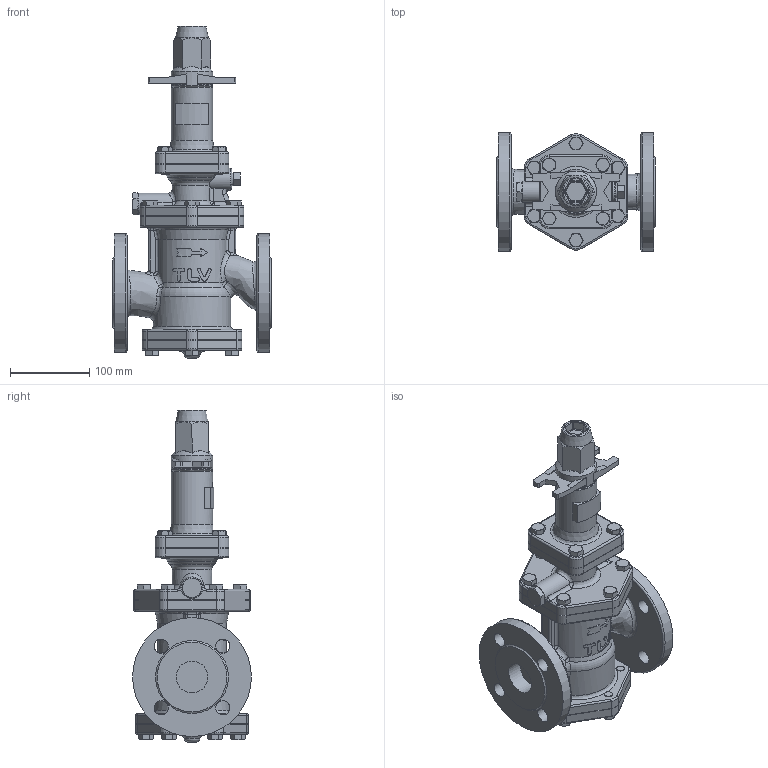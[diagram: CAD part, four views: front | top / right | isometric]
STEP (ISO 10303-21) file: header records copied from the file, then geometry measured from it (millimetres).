
FILE_DESCRIPTION((''),'2;1');
FILE_NAME('spr16-040-e0025-00.stp','2009-08-27T14:55:39',('nakaot'),(''),'Autodesk Inventor 2008','Autodesk Inventor 2008','');
FILE_SCHEMA(('AUTOMOTIVE_DESIGN { 1 0 10303 214 1 1 1 1 }'));
Length unit declared in the file: millimetre
Products named in the file (1): spr16-040-e0025-00
Bounding box: 200 x 150 x 419 mm (x, y, z)
Volume: 3008300.4 mm3; surface area: 321309.4 mm2
Topology: 1 solids, 1 shells, 802 faces, 1946 edges, 1193 vertices
Faces by surface type: plane 284, cylinder 178, bspline 170, cone 122, torus 47, sphere 1
Full cylindrical faces by diameter (mm): 10 x32, 27 x1, 28 x1, 40 x2, 50 x1, 52 x2, 70 x1, 90 x2, 98 x1, 150 x2
Entity records: 46343 total; most frequent: CARTESIAN_POINT 29469, ORIENTED_EDGE 3604, DIRECTION 3233, EDGE_CURVE 1802, AXIS2_PLACEMENT_3D 1286, VERTEX_POINT 1151, EDGE_LOOP 999, FACE_OUTER_BOUND 802
